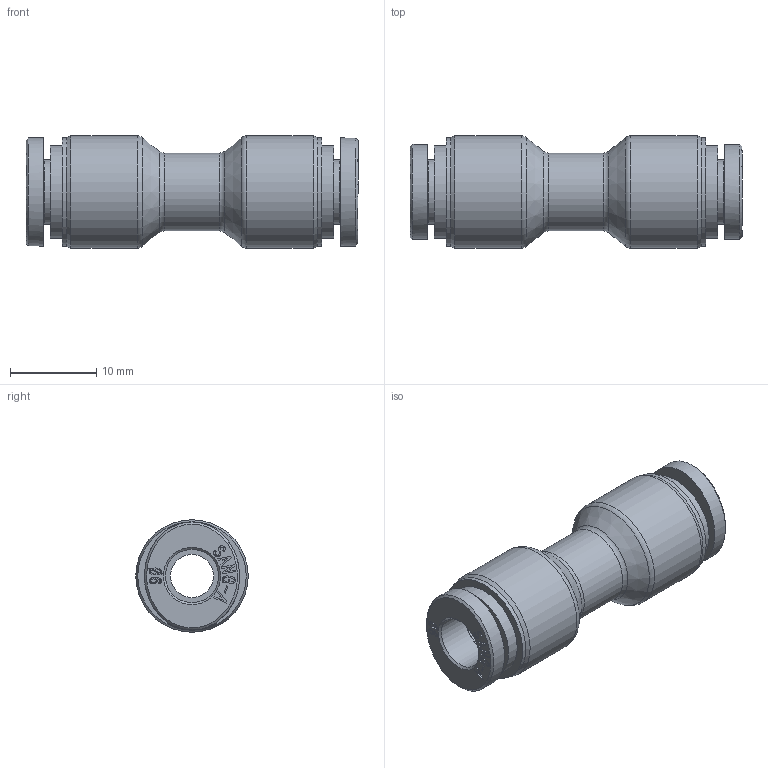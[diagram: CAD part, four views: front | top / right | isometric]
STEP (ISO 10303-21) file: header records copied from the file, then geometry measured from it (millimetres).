
FILE_DESCRIPTION((''),'2;1');
FILE_NAME('F-PUC 06.stp','2020-11-24T08:17:45',('Administrator'),(''),'Autodesk Inventor 2013','Autodesk Inventor 2013','');
FILE_SCHEMA(('CONFIG_CONTROL_DESIGN'));
Length unit declared in the file: millimetre
Products named in the file (3): 조립품1; F-PUC 06 BODY; F-SLEEVE 06(SUS)
Assembly tree (3 placements, depth 2):
  조립품1
    F-PUC 06 BODY
    F-SLEEVE 06(SUS)  x2
Bounding box: 38.4 x 13 x 13 mm (x, y, z)
Volume: 2958.9 mm3; surface area: 2865.5 mm2
Topology: 3 solids, 3 shells, 342 faces, 898 edges, 594 vertices
Faces by surface type: plane 160, bspline 156, cylinder 14, cone 8, torus 4
Full cylindrical faces by diameter (mm): 5 x1, 6.15 x2, 6.2 x2, 7.5 x2, 9 x1, 10.75 x2, 12.55 x2, 13 x2
Entity records: 5598 total; most frequent: CARTESIAN_POINT 1693, ORIENTED_EDGE 886, DIRECTION 536, EDGE_CURVE 443, VERTEX_POINT 305, VECTOR 260, LINE 260, EDGE_LOOP 224
